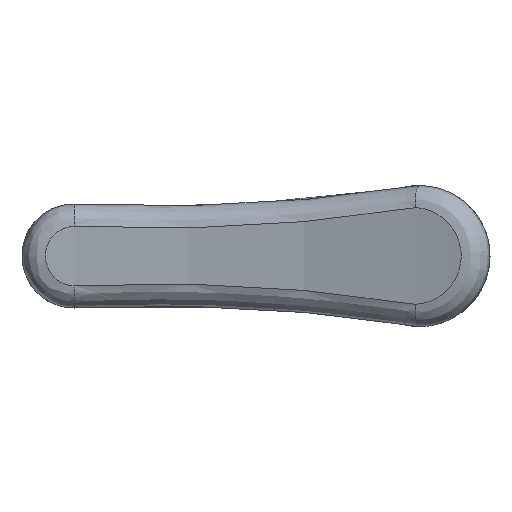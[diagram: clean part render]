
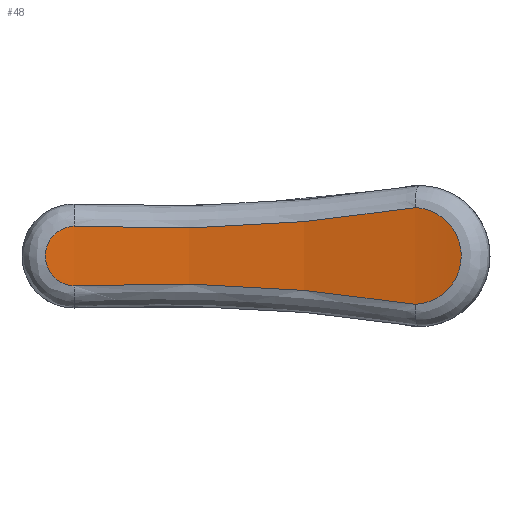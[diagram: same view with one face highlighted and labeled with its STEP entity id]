
A CAD part, front view. The second image highlights one B-rep face of the part: STEP entity #48.
In plain terms, the highlighted free-form (B-spline) face has degree [2, 1] with [3, 2] control points.
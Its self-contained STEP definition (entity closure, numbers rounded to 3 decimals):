
#38 = CARTESIAN_POINT ( 'NONE',  ( -21.549, 5.885, 9.927 ) ) ;
#39 = CARTESIAN_POINT ( 'NONE',  ( -31.5, 6.16, 6.004 ) ) ;
#47 = CARTESIAN_POINT ( 'NONE',  ( -32.705, 6.115, 6.696 ) ) ;
#48 = ADVANCED_FACE ( 'NONE', ( #352 ), #262, .T. ) ;
#65 = EDGE_CURVE ( 'NONE', #892, #840, #924, .T. ) ;
#71 = CARTESIAN_POINT ( 'NONE',  ( -33.373, 6.083, 4.713 ) ) ;
#73 = CARTESIAN_POINT ( 'NONE',  ( -7.476, 3.293, 4.877 ) ) ;
#91 = CARTESIAN_POINT ( 'NONE',  ( -5.956, 2.856, 5.88 ) ) ;
#102 = CARTESIAN_POINT ( 'NONE',  ( -11.989, 4.495, 5.342 ) ) ;
#131 = CARTESIAN_POINT ( 'NONE',  ( -8.279, 3.51, 11.248 ) ) ;
#147 = CARTESIAN_POINT ( 'NONE',  ( -31.757, 6.152, 6.062 ) ) ;
#150 = CARTESIAN_POINT ( 'NONE',  ( -32.107, 6.14, 9.784 ) ) ;
#153 = CARTESIAN_POINT ( 'NONE',  ( -32.224, 6.135, 6.267 ) ) ;
#167 = CARTESIAN_POINT ( 'NONE',  ( -6.724, 3.081, 5.193 ) ) ;
#172 = CARTESIAN_POINT ( 'NONE',  ( -15.77, 5.216, 5.753 ) ) ;
#208 = EDGE_CURVE ( 'NONE', #784, #892, #768, .T. ) ;
#219 = CARTESIAN_POINT ( 'NONE',  ( -27.362, 6.205, 9.859 ) ) ;
#230 = CARTESIAN_POINT ( 'NONE',  ( -29.302, 6.22, 9.904 ) ) ;
#242 = CARTESIAN_POINT ( 'NONE',  ( -31.748, 6.152, 9.928 ) ) ;
#250 = CARTESIAN_POINT ( 'NONE',  ( -5.292, 2.656, 7.165 ) ) ;
#253 = CARTESIAN_POINT ( 'NONE',  ( -33.373, 6.083, 11.287 ) ) ;
#262 = B_SPLINE_SURFACE_WITH_KNOTS ( 'NONE', 2, 1, ( 
 ( #794, #1178 ),
 ( #1165, #1076 ),
 ( #253, #71 ) ),
 .UNSPECIFIED., .F., .F., .F.,
 ( 3, 3 ),
 ( 2, 2 ),
 ( 0.058, 0.958 ),
 ( 0., 1. ),
 .UNSPECIFIED. ) ;
#264 = CARTESIAN_POINT ( 'NONE',  ( -8.074, 3.456, 11.241 ) ) ;
#273 = CARTESIAN_POINT ( 'NONE',  ( -5.192, 2.625, 7.791 ) ) ;
#278 = CARTESIAN_POINT ( 'NONE',  ( -6.244, 2.941, 10.42 ) ) ;
#313 = CARTESIAN_POINT ( 'NONE',  ( -15.771, 5.216, 10.247 ) ) ;
#326 = EDGE_LOOP ( 'NONE', ( #622, #809, #670, #849 ) ) ;
#337 = CARTESIAN_POINT ( 'NONE',  ( -33.125, 6.096, 8.517 ) ) ;
#352 = FACE_OUTER_BOUND ( 'NONE', #326, .T. ) ;
#354 = CARTESIAN_POINT ( 'NONE',  ( -5.828, 2.818, 9.958 ) ) ;
#361 = CARTESIAN_POINT ( 'NONE',  ( -5.351, 2.674, 9.036 ) ) ;
#369 = CARTESIAN_POINT ( 'NONE',  ( -5.192, 2.625, 8.214 ) ) ;
#378 = CARTESIAN_POINT ( 'NONE',  ( -5.958, 2.857, 10.122 ) ) ;
#384 = CARTESIAN_POINT ( 'NONE',  ( -7.475, 3.292, 11.122 ) ) ;
#390 = CARTESIAN_POINT ( 'NONE',  ( -31.241, 6.167, 6. ) ) ;
#437 = EDGE_CURVE ( 'NONE', #840, #439, #1148, .T. ) ;
#439 = VERTEX_POINT ( 'NONE', #635 ) ;
#452 = CARTESIAN_POINT ( 'NONE',  ( -31.241, 6.167, 6. ) ) ;
#473 = CARTESIAN_POINT ( 'NONE',  ( -5.508, 2.722, 9.427 ) ) ;
#480 = CARTESIAN_POINT ( 'NONE',  ( -8.279, 3.51, 4.752 ) ) ;
#482 = CARTESIAN_POINT ( 'NONE',  ( -8.279, 3.51, 4.752 ) ) ;
#516 = CARTESIAN_POINT ( 'NONE',  ( -31.241, 6.167, 10. ) ) ;
#540 = CARTESIAN_POINT ( 'NONE',  ( -7.87, 3.401, 4.786 ) ) ;
#544 = CARTESIAN_POINT ( 'NONE',  ( -6.912, 3.134, 10.891 ) ) ;
#547 = CARTESIAN_POINT ( 'NONE',  ( -31.872, 6.148, 9.888 ) ) ;
#555 = CARTESIAN_POINT ( 'NONE',  ( -5.506, 2.721, 6.578 ) ) ;
#561 = CARTESIAN_POINT ( 'NONE',  ( -6.385, 2.983, 5.431 ) ) ;
#576 = EDGE_CURVE ( 'NONE', #439, #784, #1098, .T. ) ;
#601 = CARTESIAN_POINT ( 'NONE',  ( -32.983, 6.102, 7.128 ) ) ;
#612 = CARTESIAN_POINT ( 'NONE',  ( -31.37, 6.164, 9.998 ) ) ;
#619 = CARTESIAN_POINT ( 'NONE',  ( -33.126, 6.096, 7.486 ) ) ;
#622 = ORIENTED_EDGE ( 'NONE', *, *, #576, .T. ) ;
#632 = CARTESIAN_POINT ( 'NONE',  ( -31.498, 6.16, 9.983 ) ) ;
#634 = CARTESIAN_POINT ( 'NONE',  ( -23.474, 6.108, 6.18 ) ) ;
#635 = CARTESIAN_POINT ( 'NONE',  ( -8.279, 3.51, 11.248 ) ) ;
#642 = CARTESIAN_POINT ( 'NONE',  ( -5.604, 2.751, 9.611 ) ) ;
#670 = ORIENTED_EDGE ( 'NONE', *, *, #65, .T. ) ;
#680 = CARTESIAN_POINT ( 'NONE',  ( -23.482, 6.038, 9.87 ) ) ;
#688 = CARTESIAN_POINT ( 'NONE',  ( -32.527, 6.123, 9.49 ) ) ;
#702 = CARTESIAN_POINT ( 'NONE',  ( -33.175, 6.093, 8.259 ) ) ;
#715 = CARTESIAN_POINT ( 'NONE',  ( -5.828, 2.818, 6.042 ) ) ;
#721 = CARTESIAN_POINT ( 'NONE',  ( -5.603, 2.751, 6.39 ) ) ;
#733 = CARTESIAN_POINT ( 'NONE',  ( -6.731, 3.083, 10.789 ) ) ;
#763 = CARTESIAN_POINT ( 'NONE',  ( -32.439, 6.127, 6.419 ) ) ;
#768 = B_SPLINE_CURVE_WITH_KNOTS ( 'NONE', 3,
 ( #992, #612, #632, #242, #547, #150, #884, #1160, #688, #789, #880, #337, #702, #973, #619, #601, #1064, #981, #47, #763, #153, #147, #39, #967 ),
 .UNSPECIFIED., .F., .F.,
 ( 4, 2, 2, 2, 2, 2, 2, 2, 2, 2, 2, 4 ),
 ( 0., 0., 0.001, 0.001, 0.002, 0.002, 0.003, 0.004, 0.004, 0.005, 0.005, 0.006 ),
 .UNSPECIFIED. ) ;
#784 = VERTEX_POINT ( 'NONE', #516 ) ;
#787 = CARTESIAN_POINT ( 'NONE',  ( -11.989, 4.495, 10.658 ) ) ;
#789 = CARTESIAN_POINT ( 'NONE',  ( -32.793, 6.111, 9.213 ) ) ;
#794 = CARTESIAN_POINT ( 'NONE',  ( -5.017, 2.571, 11.287 ) ) ;
#809 = ORIENTED_EDGE ( 'NONE', *, *, #208, .T. ) ;
#811 = CARTESIAN_POINT ( 'NONE',  ( -27.363, 6.272, 6.191 ) ) ;
#840 = VERTEX_POINT ( 'NONE', #482 ) ;
#849 = ORIENTED_EDGE ( 'NONE', *, *, #437, .T. ) ;
#880 = CARTESIAN_POINT ( 'NONE',  ( -32.935, 6.105, 8.991 ) ) ;
#884 = CARTESIAN_POINT ( 'NONE',  ( -32.218, 6.135, 9.722 ) ) ;
#892 = VERTEX_POINT ( 'NONE', #390 ) ;
#913 = CARTESIAN_POINT ( 'NONE',  ( -8.279, 3.51, 11.248 ) ) ;
#919 = CARTESIAN_POINT ( 'NONE',  ( -7.283, 3.239, 11.058 ) ) ;
#924 = B_SPLINE_CURVE_WITH_KNOTS ( 'NONE', 3,
 ( #452, #811, #634, #172, #102, #480 ),
 .UNSPECIFIED., .F., .F.,
 ( 4, 2, 4 ),
 ( 0., 0.012, 0.023 ),
 .UNSPECIFIED. ) ;
#966 = CARTESIAN_POINT ( 'NONE',  ( -31.241, 6.167, 10. ) ) ;
#967 = CARTESIAN_POINT ( 'NONE',  ( -31.241, 6.167, 6. ) ) ;
#973 = CARTESIAN_POINT ( 'NONE',  ( -33.176, 6.093, 7.746 ) ) ;
#981 = CARTESIAN_POINT ( 'NONE',  ( -32.786, 6.112, 6.798 ) ) ;
#992 = CARTESIAN_POINT ( 'NONE',  ( -31.241, 6.167, 10. ) ) ;
#1064 = CARTESIAN_POINT ( 'NONE',  ( -32.925, 6.105, 7.014 ) ) ;
#1072 = CARTESIAN_POINT ( 'NONE',  ( -5.292, 2.656, 8.835 ) ) ;
#1076 = CARTESIAN_POINT ( 'NONE',  ( -18.779, 6.845, 4.713 ) ) ;
#1078 = CARTESIAN_POINT ( 'NONE',  ( -7.87, 3.4, 11.214 ) ) ;
#1083 = CARTESIAN_POINT ( 'NONE',  ( -6.399, 2.987, 10.554 ) ) ;
#1090 = CARTESIAN_POINT ( 'NONE',  ( -5.212, 2.631, 8.425 ) ) ;
#1098 = B_SPLINE_CURVE_WITH_KNOTS ( 'NONE', 3,
 ( #131, #787, #313, #38, #680, #219, #230, #966 ),
 .UNSPECIFIED., .F., .F.,
 ( 4, 2, 2, 4 ),
 ( 0., 0.012, 0.017, 0.023 ),
 .UNSPECIFIED. ) ;
#1148 = B_SPLINE_CURVE_WITH_KNOTS ( 'NONE', 3,
 ( #1179, #1175, #540, #73, #1190, #167, #561, #91, #715, #721, #555, #1183, #250, #1197, #273, #369, #1090, #1072, #361, #473, #642, #354, #378, #278, #1083, #733, #544, #919, #384, #1078, #264, #913 ),
 .UNSPECIFIED., .F., .F.,
 ( 4, 2, 2, 2, 2, 2, 2, 2, 2, 2, 2, 2, 2, 2, 2, 4 ),
 ( 0., 0.001, 0.001, 0.003, 0.003, 0.004, 0.004, 0.005, 0.006, 0.006, 0.007, 0.008, 0.008, 0.009, 0.01, 0.01 ),
 .UNSPECIFIED. ) ;
#1160 = CARTESIAN_POINT ( 'NONE',  ( -32.428, 6.127, 9.575 ) ) ;
#1165 = CARTESIAN_POINT ( 'NONE',  ( -18.779, 6.845, 11.287 ) ) ;
#1175 = CARTESIAN_POINT ( 'NONE',  ( -8.074, 3.456, 4.759 ) ) ;
#1178 = CARTESIAN_POINT ( 'NONE',  ( -5.017, 2.571, 4.713 ) ) ;
#1179 = CARTESIAN_POINT ( 'NONE',  ( -8.279, 3.51, 4.752 ) ) ;
#1183 = CARTESIAN_POINT ( 'NONE',  ( -5.351, 2.674, 6.965 ) ) ;
#1190 = CARTESIAN_POINT ( 'NONE',  ( -7.284, 3.239, 4.942 ) ) ;
#1197 = CARTESIAN_POINT ( 'NONE',  ( -5.212, 2.631, 7.579 ) ) ;
